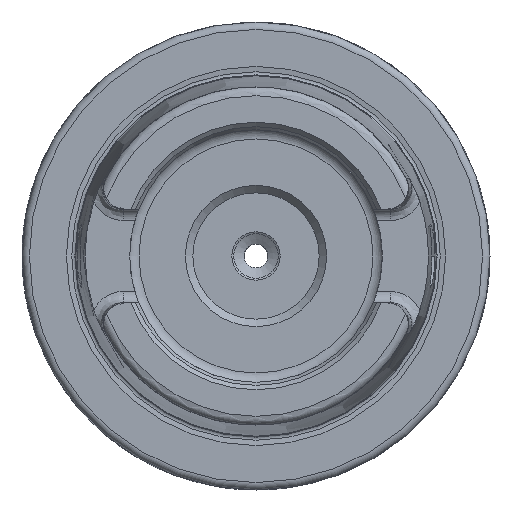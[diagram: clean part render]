
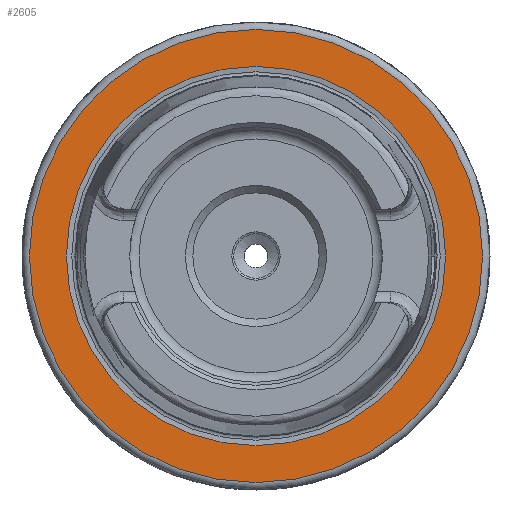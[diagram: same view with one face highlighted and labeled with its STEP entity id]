
A CAD part, left-side view. The second image highlights one B-rep face of the part: STEP entity #2605.
In plain terms, the highlighted planar face has unit normal (-1, 0, 0).
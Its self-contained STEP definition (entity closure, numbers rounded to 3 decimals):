
#124=PLANE('',#2908);
#258=FACE_OUTER_BOUND('',#606,.T.);
#418=CIRCLE('',#2906,25.521);
#419=CIRCLE('',#2907,25.521);
#420=CIRCLE('',#2909,30.5);
#421=CIRCLE('',#2910,30.5);
#460=FACE_BOUND('',#607,.T.);
#606=EDGE_LOOP('',(#2434,#2435));
#607=EDGE_LOOP('',(#2436,#2437));
#1214=VERTEX_POINT('',#6213);
#1215=VERTEX_POINT('',#6215);
#1216=VERTEX_POINT('',#6219);
#1217=VERTEX_POINT('',#6220);
#1622=EDGE_CURVE('',#1215,#1214,#418,.T.);
#1623=EDGE_CURVE('',#1214,#1215,#419,.T.);
#1624=EDGE_CURVE('',#1216,#1217,#420,.T.);
#1625=EDGE_CURVE('',#1217,#1216,#421,.T.);
#2434=ORIENTED_EDGE('',*,*,#1624,.F.);
#2435=ORIENTED_EDGE('',*,*,#1625,.F.);
#2436=ORIENTED_EDGE('',*,*,#1622,.T.);
#2437=ORIENTED_EDGE('',*,*,#1623,.T.);
#2605=ADVANCED_FACE('',(#258,#460),#124,.T.);
#2906=AXIS2_PLACEMENT_3D('',#6216,#3582,#3583);
#2907=AXIS2_PLACEMENT_3D('',#6217,#3584,#3585);
#2908=AXIS2_PLACEMENT_3D('',#6218,#3586,#3587);
#2909=AXIS2_PLACEMENT_3D('',#6221,#3588,#3589);
#2910=AXIS2_PLACEMENT_3D('',#6222,#3590,#3591);
#3582=DIRECTION('center_axis',(1.,0.,0.));
#3583=DIRECTION('ref_axis',(0.,0.,-1.));
#3584=DIRECTION('center_axis',(1.,0.,0.));
#3585=DIRECTION('ref_axis',(0.,0.,-1.));
#3586=DIRECTION('center_axis',(-1.,0.,0.));
#3587=DIRECTION('ref_axis',(0.,0.,1.));
#3588=DIRECTION('center_axis',(1.,0.,0.));
#3589=DIRECTION('ref_axis',(0.,0.,-1.));
#3590=DIRECTION('center_axis',(1.,0.,0.));
#3591=DIRECTION('ref_axis',(0.,0.,-1.));
#6213=CARTESIAN_POINT('',(0.,-25.521,0.));
#6215=CARTESIAN_POINT('',(0.,25.521,0.));
#6216=CARTESIAN_POINT('Origin',(0.,0.,
0.));
#6217=CARTESIAN_POINT('Origin',(0.,0.,
0.));
#6218=CARTESIAN_POINT('Origin',(0.,30.5,0.));
#6219=CARTESIAN_POINT('',(0.,30.5,0.));
#6220=CARTESIAN_POINT('',(0.,0.,30.5));
#6221=CARTESIAN_POINT('Origin',(0.,0.,
0.));
#6222=CARTESIAN_POINT('Origin',(0.,0.,
0.));
